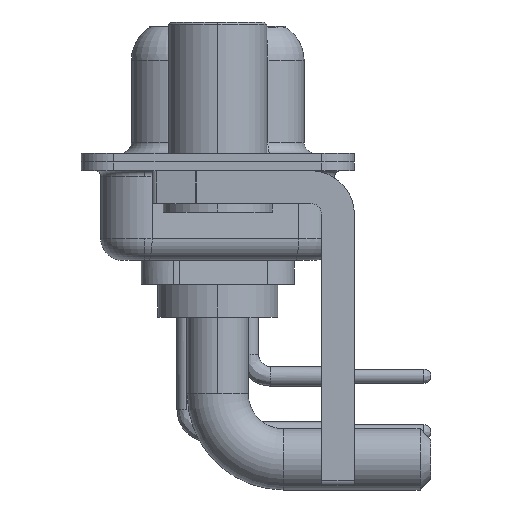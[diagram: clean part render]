
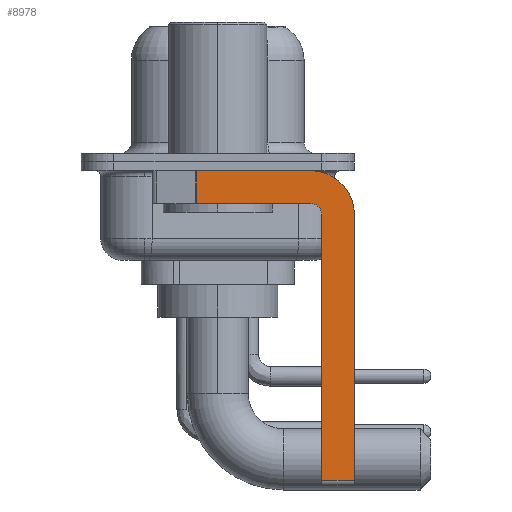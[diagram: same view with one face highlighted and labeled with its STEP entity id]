
A CAD part, left-side view. The second image highlights one B-rep face of the part: STEP entity #8978.
In plain terms, the highlighted planar face has unit normal (-1, 0, 0).
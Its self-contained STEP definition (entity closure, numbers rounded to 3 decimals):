
#37 = VECTOR ( 'NONE', #16110, 1000. ) ;
#170 = VECTOR ( 'NONE', #7654, 1000. ) ;
#468 = VECTOR ( 'NONE', #19242, 1000. ) ;
#577 = VERTEX_POINT ( 'NONE', #5389 ) ;
#854 = DIRECTION ( 'NONE',  ( -1., 0., 0. ) ) ;
#1127 = EDGE_CURVE ( 'NONE', #7200, #14922, #9132, .T. ) ;
#1150 = ORIENTED_EDGE ( 'NONE', *, *, #13978, .T. ) ;
#1210 = CARTESIAN_POINT ( 'NONE',  ( -2.9, -4.25, -2.4 ) ) ;
#1573 = ORIENTED_EDGE ( 'NONE', *, *, #2378, .T. ) ;
#1841 = CARTESIAN_POINT ( 'NONE',  ( -2.9, -4.75, -14.55 ) ) ;
#2111 = EDGE_CURVE ( 'NONE', #19023, #18616, #7548, .T. ) ;
#2378 = EDGE_CURVE ( 'NONE', #11833, #577, #12540, .T. ) ;
#2841 = EDGE_CURVE ( 'NONE', #18616, #8184, #18668, .T. ) ;
#3085 = VERTEX_POINT ( 'NONE', #8579 ) ;
#4084 = CARTESIAN_POINT ( 'NONE',  ( -2.9, 0.978, -1.9 ) ) ;
#4301 = ORIENTED_EDGE ( 'NONE', *, *, #2841, .F. ) ;
#5389 = CARTESIAN_POINT ( 'NONE',  ( -2.9, -6.25, -14.55 ) ) ;
#5612 = ORIENTED_EDGE ( 'NONE', *, *, #17860, .F. ) ;
#5723 = DIRECTION ( 'NONE',  ( 1., 0., 0. ) ) ;
#5762 = CARTESIAN_POINT ( 'NONE',  ( -2.9, -4.25, -1.9 ) ) ;
#6496 = CARTESIAN_POINT ( 'NONE',  ( -2.9, -4.25, -0.4 ) ) ;
#6909 = CARTESIAN_POINT ( 'NONE',  ( -2.9, -6.25, -2.4 ) ) ;
#7126 = LINE ( 'NONE', #4084, #12863 ) ;
#7200 = VERTEX_POINT ( 'NONE', #8504 ) ;
#7548 = LINE ( 'NONE', #16491, #468 ) ;
#7654 = DIRECTION ( 'NONE',  ( 0., -1., 0. ) ) ;
#8146 = VECTOR ( 'NONE', #11847, 1000. ) ;
#8184 = VERTEX_POINT ( 'NONE', #13169 ) ;
#8366 = DIRECTION ( 'NONE',  ( 0., 0., -1. ) ) ;
#8504 = CARTESIAN_POINT ( 'NONE',  ( -2.9, -4.75, -2.4 ) ) ;
#8579 = CARTESIAN_POINT ( 'NONE',  ( -2.9, 0.978, -1.9 ) ) ;
#8978 = ADVANCED_FACE ( 'NONE', ( #11706 ), #10325, .F. ) ;
#9132 = CIRCLE ( 'NONE', #13208, 0.5 ) ;
#9377 = DIRECTION ( 'NONE',  ( 1., 0., 0. ) ) ;
#9758 = CARTESIAN_POINT ( 'NONE',  ( -2.9, 0.978, -0.4 ) ) ;
#9890 = CARTESIAN_POINT ( 'NONE',  ( -2.9, -4.25, -1.9 ) ) ;
#10325 = PLANE ( 'NONE',  #16727 ) ;
#10561 = CARTESIAN_POINT ( 'NONE',  ( -2.9, -4.25, -2.4 ) ) ;
#11421 = LINE ( 'NONE', #6909, #13202 ) ;
#11706 = FACE_OUTER_BOUND ( 'NONE', #15454, .T. ) ;
#11833 = VERTEX_POINT ( 'NONE', #1841 ) ;
#11847 = DIRECTION ( 'NONE',  ( 0., 1., 0. ) ) ;
#12137 = DIRECTION ( 'NONE',  ( 0., 0., -1. ) ) ;
#12540 = LINE ( 'NONE', #16579, #170 ) ;
#12809 = EDGE_CURVE ( 'NONE', #14922, #3085, #14400, .T. ) ;
#12863 = VECTOR ( 'NONE', #19204, 1000. ) ;
#13169 = CARTESIAN_POINT ( 'NONE',  ( -2.9, -6.25, -2.4 ) ) ;
#13202 = VECTOR ( 'NONE', #17601, 1000. ) ;
#13208 = AXIS2_PLACEMENT_3D ( 'NONE', #14300, #854, #14482 ) ;
#13265 = ORIENTED_EDGE ( 'NONE', *, *, #1127, .F. ) ;
#13374 = LINE ( 'NONE', #19054, #37 ) ;
#13978 = EDGE_CURVE ( 'NONE', #19023, #3085, #7126, .T. ) ;
#14300 = CARTESIAN_POINT ( 'NONE',  ( -2.9, -4.25, -2.4 ) ) ;
#14400 = LINE ( 'NONE', #9890, #8146 ) ;
#14482 = DIRECTION ( 'NONE',  ( 0., 0., 1. ) ) ;
#14922 = VERTEX_POINT ( 'NONE', #5762 ) ;
#15282 = ORIENTED_EDGE ( 'NONE', *, *, #15833, .F. ) ;
#15454 = EDGE_LOOP ( 'NONE', ( #18488, #1150, #15678, #13265, #15282, #1573, #5612, #4301 ) ) ;
#15678 = ORIENTED_EDGE ( 'NONE', *, *, #12809, .F. ) ;
#15833 = EDGE_CURVE ( 'NONE', #11833, #7200, #13374, .T. ) ;
#16110 = DIRECTION ( 'NONE',  ( 0., 0., 1. ) ) ;
#16491 = CARTESIAN_POINT ( 'NONE',  ( -2.9, 3., -0.4 ) ) ;
#16579 = CARTESIAN_POINT ( 'NONE',  ( -2.9, -4.25, -14.55 ) ) ;
#16727 = AXIS2_PLACEMENT_3D ( 'NONE', #1210, #5723, #8366 ) ;
#16778 = AXIS2_PLACEMENT_3D ( 'NONE', #10561, #9377, #12137 ) ;
#17601 = DIRECTION ( 'NONE',  ( 0., 0., -1. ) ) ;
#17860 = EDGE_CURVE ( 'NONE', #8184, #577, #11421, .T. ) ;
#18488 = ORIENTED_EDGE ( 'NONE', *, *, #2111, .F. ) ;
#18616 = VERTEX_POINT ( 'NONE', #6496 ) ;
#18668 = CIRCLE ( 'NONE', #16778, 2. ) ;
#19023 = VERTEX_POINT ( 'NONE', #9758 ) ;
#19054 = CARTESIAN_POINT ( 'NONE',  ( -2.9, -4.75, -14.8 ) ) ;
#19204 = DIRECTION ( 'NONE',  ( 0., 0., -1. ) ) ;
#19242 = DIRECTION ( 'NONE',  ( 0., -1., 0. ) ) ;
